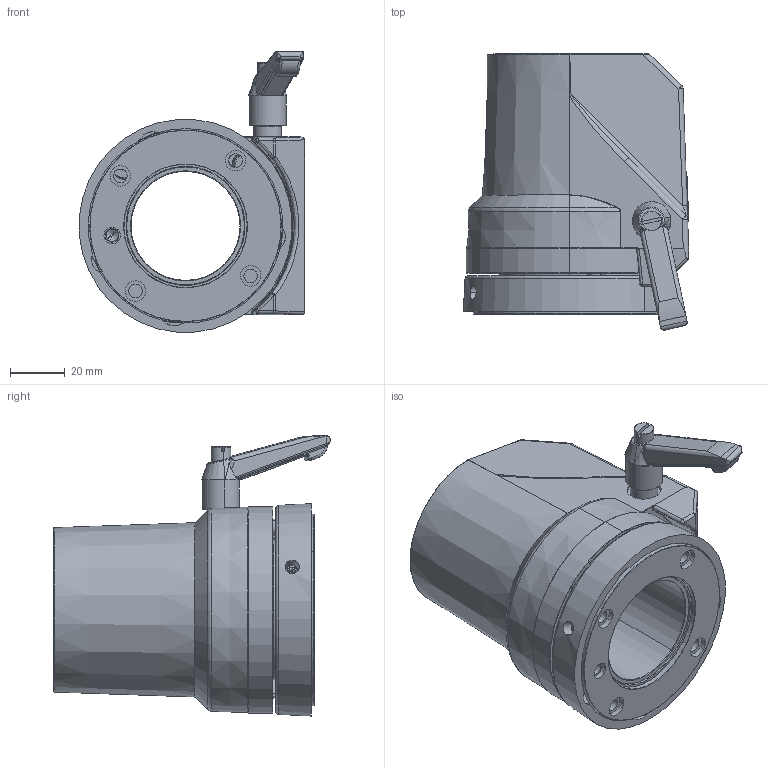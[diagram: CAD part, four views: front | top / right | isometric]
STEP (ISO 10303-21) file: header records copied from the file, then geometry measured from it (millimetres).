
FILE_DESCRIPTION (( 'STEP AP214' ), '1' );
FILE_NAME ('49497700.STEP', '2009-03-10T08:20:02', ( ' ' ), ( '' ), 'SwSTEP 2.0', 'SolidWorks 2008', '' );
FILE_SCHEMA (( 'AUTOMOTIVE_DESIGN' ));
Length unit declared in the file: millimetre
Products named in the file (20): 82011_Standard; 94526_Standard; 92146_Standard; 83068_Standard; 82174_Standard; 12032_Standard; 49497700; 94542_Standard; 84097_Standard; 84105_Standard; 93103_Standard; 12035_Standard; 93220_Standard; 93176_Standard; 93017_Standard; 12823_Standard; 83057_Standard; 82191_Standard
Assembly tree (26 placements, depth 3):
  49497700
    83068_Standard  x2
    82174_Standard
    92146_Standard
    94542_Standard  x2
    93220_Standard  x2
    12823_Standard
    93017_Standard
    12035_Standard
      12035_Standard
    93176_Standard  x2
    93103_Standard  x3
    84097_Standard
    12032_Standard
      12032_Standard
    83057_Standard  x2
    82011_Standard
    84105_Standard
    94526_Standard
    82191_Standard
Bounding box: 82.27 x 100.88 x 102.27 mm (x, y, z)
Volume: 239091.2 mm3; surface area: 96232 mm2
Topology: 113 solids, 113 shells, 2136 faces, 5296 edges, 3376 vertices
Faces by surface type: plane 896, bspline 702, cylinder 276, torus 159, cone 84, sphere 19
Entity records: 106761 total; most frequent: CARTESIAN_POINT 47429, ORIENTED_EDGE 9968, DIRECTION 6891, EDGE_CURVE 4984, VERTEX_POINT 3221, LINE 2607, VECTOR 2607, EDGE_LOOP 2153
